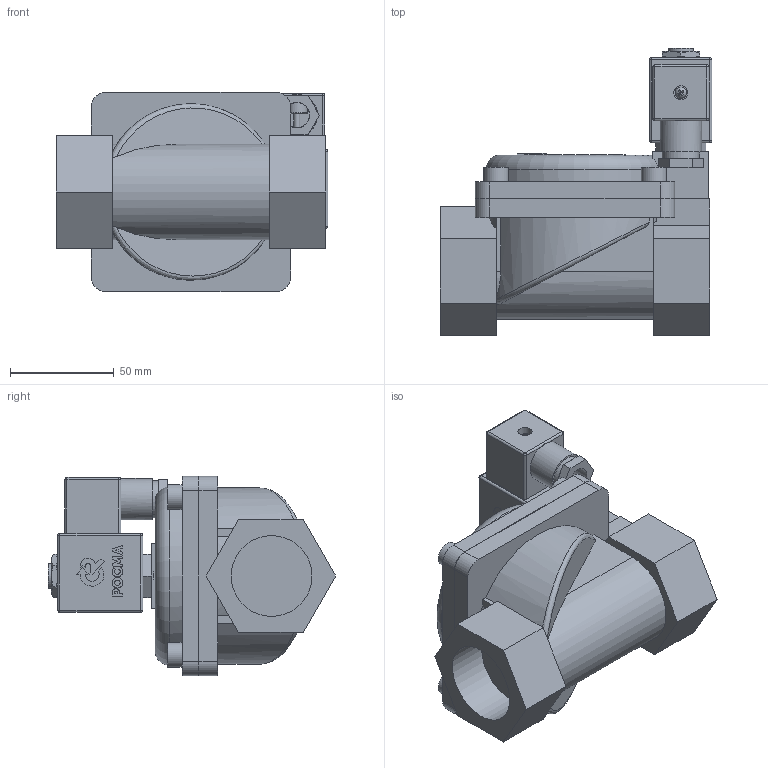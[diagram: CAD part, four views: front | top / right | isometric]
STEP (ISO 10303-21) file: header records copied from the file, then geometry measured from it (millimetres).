
FILE_DESCRIPTION(/* description */ ('СК-11-32-ВД'),/* implementation_level */ '2;1');
FILE_NAME(/* name */ 'СК-11-32-ВД.stp',/* time_stamp */ '2023-04-05T14:48:31+03:00',/* author */ ('Tech'),/* organization */ (''),/* preprocessor_version */ 'ST-DEVELOPER v18.1',/* originating_system */ 'Autodesk Inventor 2021',/* authorisation */ '');
FILE_SCHEMA (('AUTOMOTIVE_DESIGN { 1 0 10303 214 3 1 1 }'));
Length unit declared in the file: millimetre
Products named in the file (1): СК-11-32-ВД
Bounding box: 131 x 138.37 x 96 mm (x, y, z)
Volume: 568923.9 mm3; surface area: 83480.6 mm2
Topology: 3 solids, 3 shells, 361 faces, 921 edges, 602 vertices
Faces by surface type: plane 235, cylinder 92, cone 16, sphere 13, torus 3, bspline 2
Full cylindrical faces by diameter (mm): 2.584 x1, 3 x2, 4.5 x1, 5.115 x1, 5.5 x2, 6.8 x1, 10 x1, 10.106 x1, 12 x6, 12.3 x1, 13 x1, 16.5 x2, 16.7 x1, 18 x1, 20 x1, 38.952 x2
Entity records: 11214 total; most frequent: CARTESIAN_POINT 2255, DIRECTION 1842, ORIENTED_EDGE 1840, EDGE_CURVE 920, AXIS2_PLACEMENT_3D 615, LINE 612, VECTOR 612, VERTEX_POINT 602
